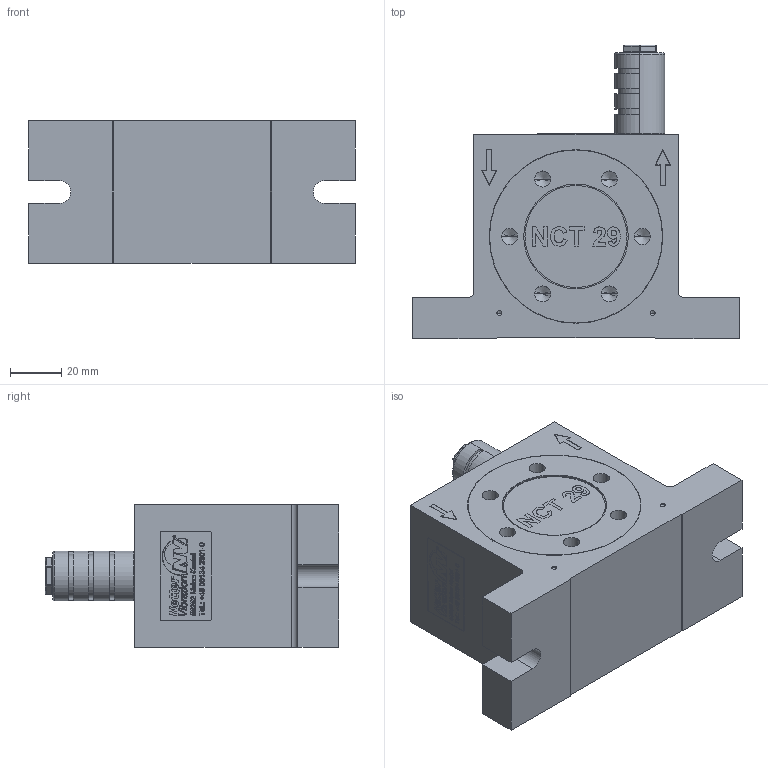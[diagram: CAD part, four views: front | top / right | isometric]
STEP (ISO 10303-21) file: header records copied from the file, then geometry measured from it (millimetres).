
FILE_DESCRIPTION (( 'STEP AP214' ), '1' );
FILE_NAME ('NCT 29 Turbinenvibrator #02729000.STEP', '2022-02-25T12:49:03', ( '' ), ( '' ), 'SwSTEP 2.0', 'SolidWorks 2015', '' );
FILE_SCHEMA (( 'AUTOMOTIVE_DESIGN' ));
Length unit declared in the file: millimetre
Products named in the file (1): NCT 29 Turbinenvibrator #02729000
Bounding box: 128 x 115 x 56 mm (x, y, z)
Volume: 435115.7 mm3; surface area: 60473.9 mm2
Topology: 6 solids, 6 shells, 336 faces, 1493 edges, 1275 vertices
Faces by surface type: plane 204, cylinder 75, cone 30, torus 19, sphere 8
Entity records: 21519 total; most frequent: CARTESIAN_POINT 8871, ORIENTED_EDGE 2938, DIRECTION 1876, EDGE_CURVE 1469, VERTEX_POINT 1275, VECTOR 786, LINE 786, AXIS2_PLACEMENT_3D 545
